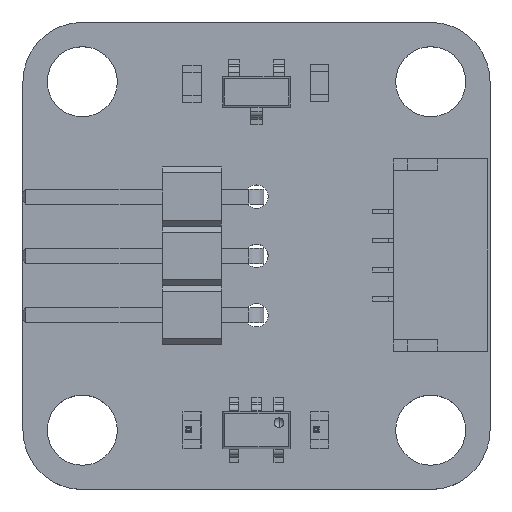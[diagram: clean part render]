
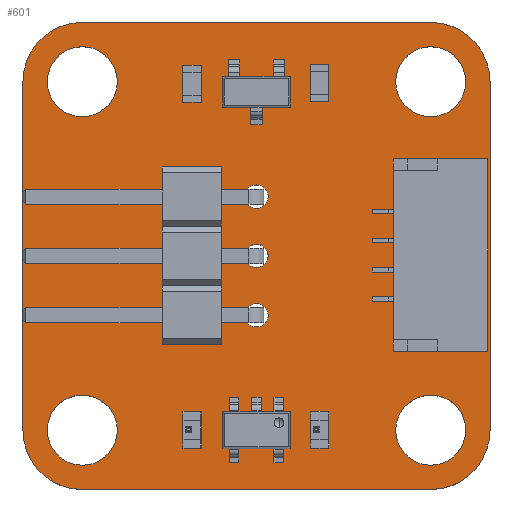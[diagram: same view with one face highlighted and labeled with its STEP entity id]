
A CAD part, top view. The second image highlights one B-rep face of the part: STEP entity #601.
In plain terms, the highlighted planar face has unit normal (0, 0, 1).
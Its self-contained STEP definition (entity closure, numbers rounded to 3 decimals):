
#84 = VERTEX_POINT('',#85);
#85 = CARTESIAN_POINT('',(27.94,25.4,1.692));
#91 = EDGE_CURVE('',#84,#92,#94,.T.);
#92 = VERTEX_POINT('',#93);
#93 = CARTESIAN_POINT('',(25.4,27.94,1.692));
#94 = CIRCLE('',#95,2.54);
#95 = AXIS2_PLACEMENT_3D('',#96,#97,#98);
#96 = CARTESIAN_POINT('',(27.94,27.94,1.692));
#97 = DIRECTION('',(0.,0.,-1.));
#98 = DIRECTION('',(0.,-1.,0.));
#124 = EDGE_CURVE('',#92,#125,#127,.T.);
#125 = VERTEX_POINT('',#126);
#126 = CARTESIAN_POINT('',(25.4,42.86,1.692));
#127 = LINE('',#128,#129);
#128 = CARTESIAN_POINT('',(25.4,27.94,1.692));
#129 = VECTOR('',#130,1.);
#130 = DIRECTION('',(0.,1.,0.));
#155 = EDGE_CURVE('',#125,#156,#158,.T.);
#156 = VERTEX_POINT('',#157);
#157 = CARTESIAN_POINT('',(27.94,45.4,1.692));
#158 = CIRCLE('',#159,2.54);
#159 = AXIS2_PLACEMENT_3D('',#160,#161,#162);
#160 = CARTESIAN_POINT('',(27.94,42.86,1.692));
#161 = DIRECTION('',(0.,0.,-1.));
#162 = DIRECTION('',(-1.,0.,0.));
#188 = EDGE_CURVE('',#156,#189,#191,.T.);
#189 = VERTEX_POINT('',#190);
#190 = CARTESIAN_POINT('',(42.86,45.4,1.692));
#191 = LINE('',#192,#193);
#192 = CARTESIAN_POINT('',(27.94,45.4,1.692));
#193 = VECTOR('',#194,1.);
#194 = DIRECTION('',(1.,0.,0.));
#219 = EDGE_CURVE('',#189,#220,#222,.T.);
#220 = VERTEX_POINT('',#221);
#221 = CARTESIAN_POINT('',(45.4,42.86,1.692));
#222 = CIRCLE('',#223,2.54);
#223 = AXIS2_PLACEMENT_3D('',#224,#225,#226);
#224 = CARTESIAN_POINT('',(42.86,42.86,1.692));
#225 = DIRECTION('',(0.,0.,-1.));
#226 = DIRECTION('',(0.,1.,0.));
#252 = EDGE_CURVE('',#220,#253,#255,.T.);
#253 = VERTEX_POINT('',#254);
#254 = CARTESIAN_POINT('',(45.4,27.94,1.692));
#255 = LINE('',#256,#257);
#256 = CARTESIAN_POINT('',(45.4,42.86,1.692));
#257 = VECTOR('',#258,1.);
#258 = DIRECTION('',(0.,-1.,0.));
#283 = EDGE_CURVE('',#253,#284,#286,.T.);
#284 = VERTEX_POINT('',#285);
#285 = CARTESIAN_POINT('',(42.86,25.4,1.692));
#286 = CIRCLE('',#287,2.54);
#287 = AXIS2_PLACEMENT_3D('',#288,#289,#290);
#288 = CARTESIAN_POINT('',(42.86,27.94,1.692));
#289 = DIRECTION('',(0.,0.,-1.));
#290 = DIRECTION('',(1.,0.,0.));
#316 = EDGE_CURVE('',#284,#84,#317,.T.);
#317 = LINE('',#318,#319);
#318 = CARTESIAN_POINT('',(42.86,25.4,1.692));
#319 = VECTOR('',#320,1.);
#320 = DIRECTION('',(-1.,0.,0.));
#340 = VERTEX_POINT('',#341);
#341 = CARTESIAN_POINT('',(29.44,27.94,1.692));
#347 = EDGE_CURVE('',#340,#340,#348,.T.);
#348 = CIRCLE('',#349,1.5);
#349 = AXIS2_PLACEMENT_3D('',#350,#351,#352);
#350 = CARTESIAN_POINT('',(27.94,27.94,1.692));
#351 = DIRECTION('',(0.,0.,1.));
#352 = DIRECTION('',(1.,0.,0.));
#373 = VERTEX_POINT('',#374);
#374 = CARTESIAN_POINT('',(29.44,42.86,1.692));
#380 = EDGE_CURVE('',#373,#373,#381,.T.);
#381 = CIRCLE('',#382,1.5);
#382 = AXIS2_PLACEMENT_3D('',#383,#384,#385);
#383 = CARTESIAN_POINT('',(27.94,42.86,1.692));
#384 = DIRECTION('',(0.,0.,1.));
#385 = DIRECTION('',(1.,0.,0.));
#406 = VERTEX_POINT('',#407);
#407 = CARTESIAN_POINT('',(35.9,35.4,1.692));
#413 = EDGE_CURVE('',#406,#406,#414,.T.);
#414 = CIRCLE('',#415,0.5);
#415 = AXIS2_PLACEMENT_3D('',#416,#417,#418);
#416 = CARTESIAN_POINT('',(35.4,35.4,1.692));
#417 = DIRECTION('',(0.,0.,1.));
#418 = DIRECTION('',(1.,0.,0.));
#439 = VERTEX_POINT('',#440);
#440 = CARTESIAN_POINT('',(35.9,32.86,1.692));
#446 = EDGE_CURVE('',#439,#439,#447,.T.);
#447 = CIRCLE('',#448,0.5);
#448 = AXIS2_PLACEMENT_3D('',#449,#450,#451);
#449 = CARTESIAN_POINT('',(35.4,32.86,1.692));
#450 = DIRECTION('',(0.,0.,1.));
#451 = DIRECTION('',(1.,0.,0.));
#472 = VERTEX_POINT('',#473);
#473 = CARTESIAN_POINT('',(44.36,27.94,1.692));
#479 = EDGE_CURVE('',#472,#472,#480,.T.);
#480 = CIRCLE('',#481,1.5);
#481 = AXIS2_PLACEMENT_3D('',#482,#483,#484);
#482 = CARTESIAN_POINT('',(42.86,27.94,1.692));
#483 = DIRECTION('',(0.,0.,1.));
#484 = DIRECTION('',(1.,0.,0.));
#505 = VERTEX_POINT('',#506);
#506 = CARTESIAN_POINT('',(35.9,37.94,1.692));
#512 = EDGE_CURVE('',#505,#505,#513,.T.);
#513 = CIRCLE('',#514,0.5);
#514 = AXIS2_PLACEMENT_3D('',#515,#516,#517);
#515 = CARTESIAN_POINT('',(35.4,37.94,1.692));
#516 = DIRECTION('',(0.,0.,1.));
#517 = DIRECTION('',(1.,0.,0.));
#538 = VERTEX_POINT('',#539);
#539 = CARTESIAN_POINT('',(44.36,42.86,1.692));
#545 = EDGE_CURVE('',#538,#538,#546,.T.);
#546 = CIRCLE('',#547,1.5);
#547 = AXIS2_PLACEMENT_3D('',#548,#549,#550);
#548 = CARTESIAN_POINT('',(42.86,42.86,1.692));
#549 = DIRECTION('',(0.,0.,1.));
#550 = DIRECTION('',(1.,0.,0.));
#601 = ADVANCED_FACE('',(#602,#612,#615,#618,#621,#624,#627,#630),#633,
  .T.);
#602 = FACE_BOUND('',#603,.F.);
#603 = EDGE_LOOP('',(#604,#605,#606,#607,#608,#609,#610,#611));
#604 = ORIENTED_EDGE('',*,*,#91,.T.);
#605 = ORIENTED_EDGE('',*,*,#124,.T.);
#606 = ORIENTED_EDGE('',*,*,#155,.T.);
#607 = ORIENTED_EDGE('',*,*,#188,.T.);
#608 = ORIENTED_EDGE('',*,*,#219,.T.);
#609 = ORIENTED_EDGE('',*,*,#252,.T.);
#610 = ORIENTED_EDGE('',*,*,#283,.T.);
#611 = ORIENTED_EDGE('',*,*,#316,.T.);
#612 = FACE_BOUND('',#613,.T.);
#613 = EDGE_LOOP('',(#614));
#614 = ORIENTED_EDGE('',*,*,#347,.F.);
#615 = FACE_BOUND('',#616,.T.);
#616 = EDGE_LOOP('',(#617));
#617 = ORIENTED_EDGE('',*,*,#380,.F.);
#618 = FACE_BOUND('',#619,.T.);
#619 = EDGE_LOOP('',(#620));
#620 = ORIENTED_EDGE('',*,*,#413,.F.);
#621 = FACE_BOUND('',#622,.T.);
#622 = EDGE_LOOP('',(#623));
#623 = ORIENTED_EDGE('',*,*,#446,.F.);
#624 = FACE_BOUND('',#625,.T.);
#625 = EDGE_LOOP('',(#626));
#626 = ORIENTED_EDGE('',*,*,#479,.F.);
#627 = FACE_BOUND('',#628,.T.);
#628 = EDGE_LOOP('',(#629));
#629 = ORIENTED_EDGE('',*,*,#512,.F.);
#630 = FACE_BOUND('',#631,.T.);
#631 = EDGE_LOOP('',(#632));
#632 = ORIENTED_EDGE('',*,*,#545,.F.);
#633 = PLANE('',#634);
#634 = AXIS2_PLACEMENT_3D('',#635,#636,#637);
#635 = CARTESIAN_POINT('',(27.94,25.4,1.692));
#636 = DIRECTION('',(0.,0.,1.));
#637 = DIRECTION('',(1.,0.,0.));
